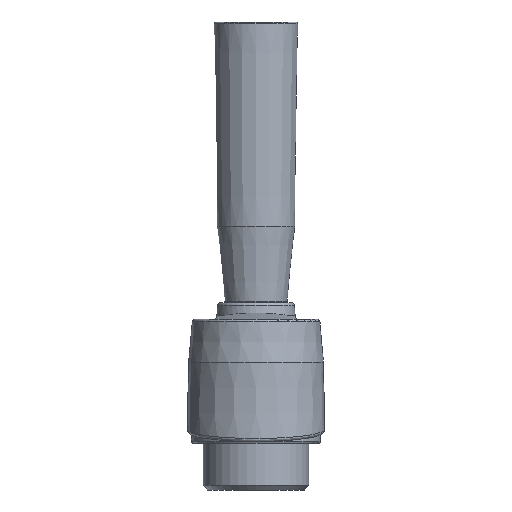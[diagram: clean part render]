
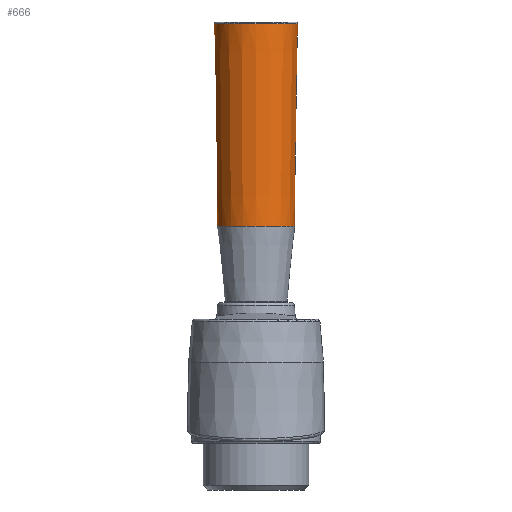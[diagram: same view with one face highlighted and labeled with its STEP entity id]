
A CAD part, left-side view. The second image highlights one B-rep face of the part: STEP entity #666.
In plain terms, the highlighted conical face has half-angle 0.871 degrees and reference radius 12.5 mm.
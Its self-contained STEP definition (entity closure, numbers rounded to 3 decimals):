
#666 = ADVANCED_FACE( '', ( #1474, #1475 ), #1476, .T. );
#1474 = FACE_OUTER_BOUND( '', #4822, .T. );
#1475 = FACE_BOUND( '', #4823, .T. );
#1476 = CONICAL_SURFACE( '', #4824, 12.5, 0.015 );
#4822 = EDGE_LOOP( '', ( #7394 ) );
#4823 = EDGE_LOOP( '', ( #7395 ) );
#4824 = AXIS2_PLACEMENT_3D( '', #7396, #7397, #7398 );
#7394 = ORIENTED_EDGE( '', *, *, #8699, .T. );
#7395 = ORIENTED_EDGE( '', *, *, #8693, .T. );
#7396 = CARTESIAN_POINT( '', ( 160., 0., 69.86 ) );
#7397 = DIRECTION( '', ( 0., 0., 1. ) );
#7398 = DIRECTION( '', ( 1., 0., 0. ) );
#8693 = EDGE_CURVE( '', #9927, #9927, #9928, .T. );
#8699 = EDGE_CURVE( '', #9934, #9934, #9935, .T. );
#9927 = VERTEX_POINT( '', #13707 );
#9928 = CIRCLE( '', #13708, 12.5 );
#9934 = VERTEX_POINT( '', #13715 );
#9935 = CIRCLE( '', #13716, 13.492 );
#13707 = CARTESIAN_POINT( '', ( 172.5, 0., 69.86 ) );
#13708 = AXIS2_PLACEMENT_3D( '', #15268, #15269, #15270 );
#13715 = CARTESIAN_POINT( '', ( 146.508, 0., 135.152 ) );
#13716 = AXIS2_PLACEMENT_3D( '', #15275, #15276, #15277 );
#15268 = CARTESIAN_POINT( '', ( 160., 0., 69.86 ) );
#15269 = DIRECTION( '', ( 0., 0., 1. ) );
#15270 = DIRECTION( '', ( 1., 0., 0. ) );
#15275 = CARTESIAN_POINT( '', ( 160., 0., 135.152 ) );
#15276 = DIRECTION( '', ( 0., 0., -1. ) );
#15277 = DIRECTION( '', ( -1., 0., 0. ) );
